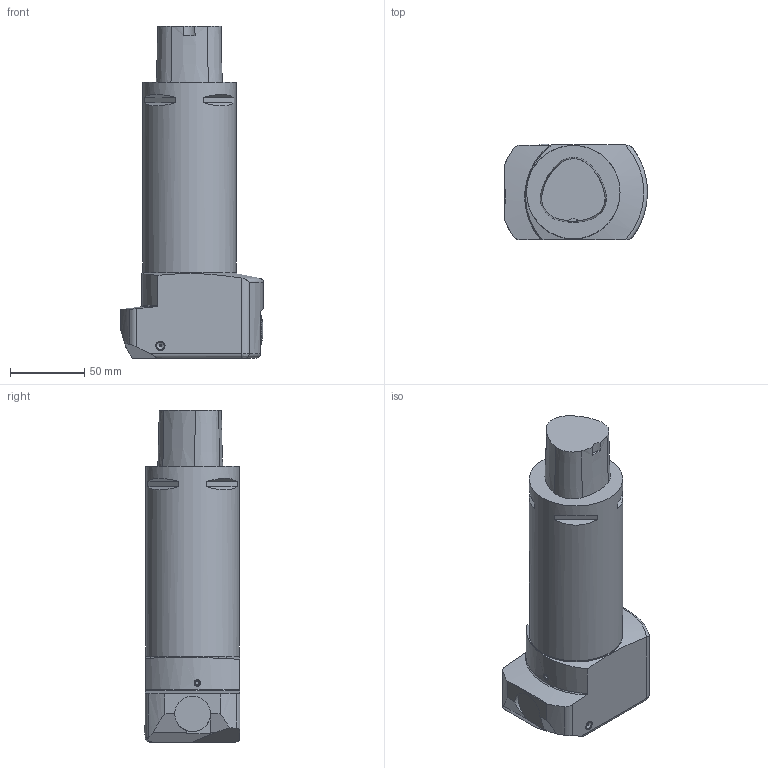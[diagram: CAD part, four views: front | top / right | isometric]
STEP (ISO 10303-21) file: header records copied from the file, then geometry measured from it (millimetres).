
FILE_DESCRIPTION(/* description */ (''),/* implementation_level */ '2;1');
FILE_NAME(/* name */ '1694595847540.stp',/* time_stamp */ '2023-09-13T11:04:13+02:00',/* author */ (''),/* organization */ ('SMS'),/* preprocessor_version */ 'ST-DEVELOPER v16.7',/* originating_system */ 'SIEMENS PLM Software NX 12.0',/* authorisation */ '');
FILE_SCHEMA (('AUTOMOTIVE_DESIGN { 1 0 10303 214 3 1 1 1 }'));
Length unit declared in the file: millimetre
Products named in the file (1): 111166426mod000_02
Bounding box: 96.38 x 64.74 x 224 mm (x, y, z)
Volume: 752203.4 mm3; surface area: 70591.5 mm2
Topology: 2 solids, 3 shells, 328 faces, 910 edges, 606 vertices
Faces by surface type: plane 269, cylinder 34, cone 16, torus 4, bspline 3, sphere 2
Full cylindrical faces by diameter (mm): 1.5 x1, 3.3 x1, 4.4 x1, 4.7 x1, 6 x1, 6.25 x1, 8 x1, 8.018 x1, 8.5 x1, 9.5 x2, 10 x1, 24 x2, 62.985 x1, 63 x1
Entity records: 10601 total; most frequent: CARTESIAN_POINT 2552, ORIENTED_EDGE 1742, DIRECTION 1495, EDGE_CURVE 871, VERTEX_POINT 591, LINE 531, VECTOR 531, AXIS2_PLACEMENT_3D 482
